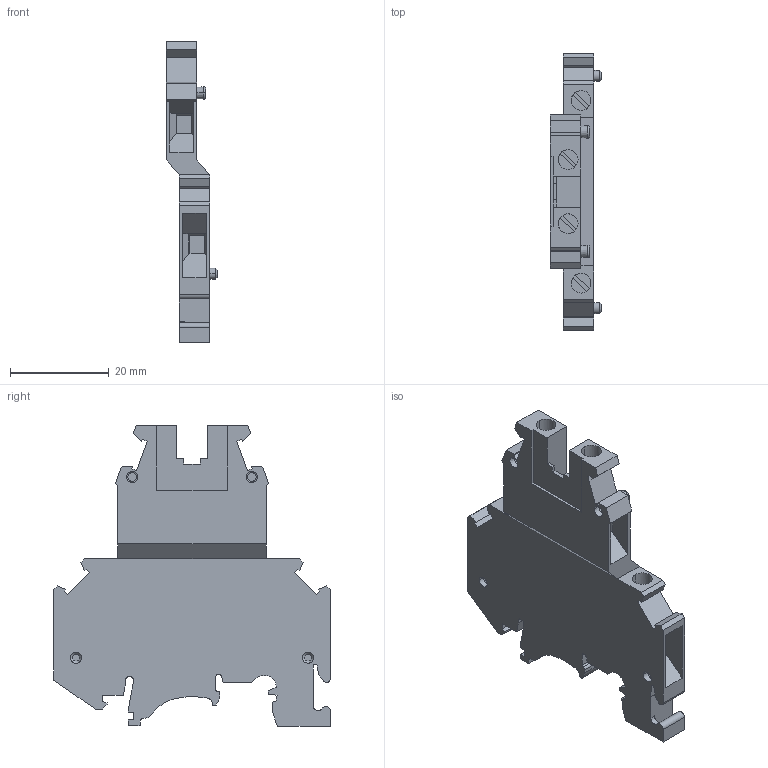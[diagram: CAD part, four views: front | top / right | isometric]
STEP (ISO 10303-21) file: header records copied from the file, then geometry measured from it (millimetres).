
FILE_DESCRIPTION(('Creo Elements/Direct Modeling STEP Export'),'2;1');
FILE_NAME('model.stp','2025-01-31T15:08:53',(''),(''),'Creo Elements/Direct Modeling STEP processor for AP214 (Solid Model)','Creo Elements/Direct Modeling 20.1D 10-Oct-2020 (C) Parametric Technology GmbH','');
FILE_SCHEMA(('AUTOMOTIVE_DESIGN { 1 0 10303 214 1 1 1 1 }'));
Length unit declared in the file: millimetre
Products named in the file (2): UKK_5-select
Assembly tree (1 placements, depth 2):
  UKK_5-select
    UKK_5-select
Bounding box: 10.35 x 56 x 60.9 mm (x, y, z)
Volume: 11981.4 mm3; surface area: 7620.2 mm2
Topology: 1 solids, 1 shells, 258 faces, 706 edges, 464 vertices
Faces by surface type: plane 197, cylinder 37, cone 16, torus 8
Entity records: 9929 total; most frequent: ORIENTED_EDGE 1412, CARTESIAN_POINT 1371, DIRECTION 1253, EDGE_CURVE 706, VECTOR 561, LINE 561, VERTEX_POINT 464, AXIS2_PLACEMENT_3D 346
